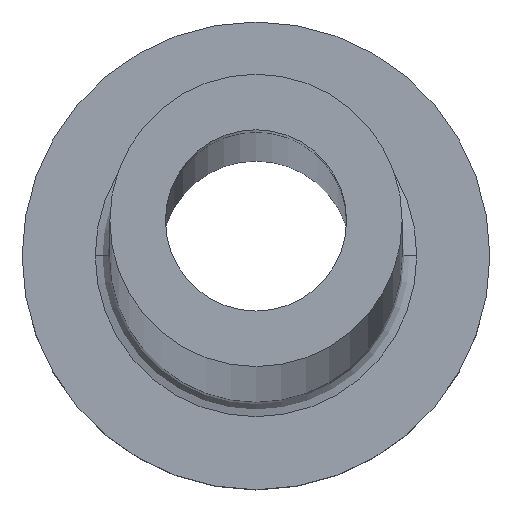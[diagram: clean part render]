
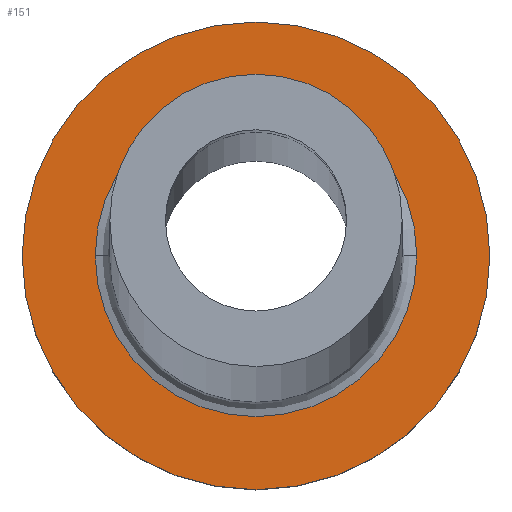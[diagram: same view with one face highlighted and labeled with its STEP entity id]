
A CAD part, top view. The second image highlights one B-rep face of the part: STEP entity #151.
In plain terms, the highlighted planar face has unit normal (0, 0, 1).
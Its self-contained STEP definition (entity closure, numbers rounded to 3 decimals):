
#9 = ORIENTED_EDGE ( 'NONE', *, *, #353, .T. ) ;
#16 = ORIENTED_EDGE ( 'NONE', *, *, #329, .T. ) ;
#19 = VERTEX_POINT ( 'NONE', #253 ) ;
#49 = EDGE_LOOP ( 'NONE', ( #16, #103 ) ) ;
#57 = DIRECTION ( 'NONE',  ( 0., 0., 1. ) ) ;
#67 = CARTESIAN_POINT ( 'NONE',  ( -8., 0., 5. ) ) ;
#82 = AXIS2_PLACEMENT_3D ( 'NONE', #391, #191, #372 ) ;
#88 = DIRECTION ( 'NONE',  ( 1., 0., 0. ) ) ;
#95 = PLANE ( 'NONE',  #210 ) ;
#96 = FACE_BOUND ( 'NONE', #49, .T. ) ;
#103 = ORIENTED_EDGE ( 'NONE', *, *, #195, .T. ) ;
#105 = VERTEX_POINT ( 'NONE', #119 ) ;
#119 = CARTESIAN_POINT ( 'NONE',  ( 5.5, 0., 5. ) ) ;
#127 = CARTESIAN_POINT ( 'NONE',  ( 0., 0., 5. ) ) ;
#135 = EDGE_CURVE ( 'NONE', #265, #138, #175, .T. ) ;
#138 = VERTEX_POINT ( 'NONE', #67 ) ;
#145 = CARTESIAN_POINT ( 'NONE',  ( 8., 0., 5. ) ) ;
#151 = ADVANCED_FACE ( 'NONE', ( #96, #410 ), #95, .T. ) ;
#154 = ORIENTED_EDGE ( 'NONE', *, *, #135, .T. ) ;
#167 = DIRECTION ( 'NONE',  ( 1., 0., 0. ) ) ;
#171 = AXIS2_PLACEMENT_3D ( 'NONE', #127, #269, #417 ) ;
#172 = CARTESIAN_POINT ( 'NONE',  ( 0., 0., 5. ) ) ;
#175 = CIRCLE ( 'NONE', #171, 8. ) ;
#186 = CIRCLE ( 'NONE', #373, 5.5 ) ;
#191 = DIRECTION ( 'NONE',  ( 0., 0., 1. ) ) ;
#195 = EDGE_CURVE ( 'NONE', #19, #105, #186, .T. ) ;
#210 = AXIS2_PLACEMENT_3D ( 'NONE', #377, #57, #88 ) ;
#214 = DIRECTION ( 'NONE',  ( 0., 0., -1. ) ) ;
#223 = CIRCLE ( 'NONE', #428, 5.5 ) ;
#250 = CARTESIAN_POINT ( 'NONE',  ( 0., 0., 5. ) ) ;
#253 = CARTESIAN_POINT ( 'NONE',  ( -5.5, 0., 5. ) ) ;
#259 = CIRCLE ( 'NONE', #82, 8. ) ;
#265 = VERTEX_POINT ( 'NONE', #145 ) ;
#269 = DIRECTION ( 'NONE',  ( 0., 0., 1. ) ) ;
#304 = EDGE_LOOP ( 'NONE', ( #9, #154 ) ) ;
#329 = EDGE_CURVE ( 'NONE', #105, #19, #223, .T. ) ;
#353 = EDGE_CURVE ( 'NONE', #138, #265, #259, .T. ) ;
#365 = DIRECTION ( 'NONE',  ( 1., 0., 0. ) ) ;
#372 = DIRECTION ( 'NONE',  ( 1., 0., 0. ) ) ;
#373 = AXIS2_PLACEMENT_3D ( 'NONE', #250, #214, #365 ) ;
#377 = CARTESIAN_POINT ( 'NONE',  ( 0., 0., 5. ) ) ;
#391 = CARTESIAN_POINT ( 'NONE',  ( 0., 0., 5. ) ) ;
#410 = FACE_OUTER_BOUND ( 'NONE', #304, .T. ) ;
#417 = DIRECTION ( 'NONE',  ( 1., 0., 0. ) ) ;
#428 = AXIS2_PLACEMENT_3D ( 'NONE', #172, #460, #167 ) ;
#460 = DIRECTION ( 'NONE',  ( 0., 0., -1. ) ) ;
